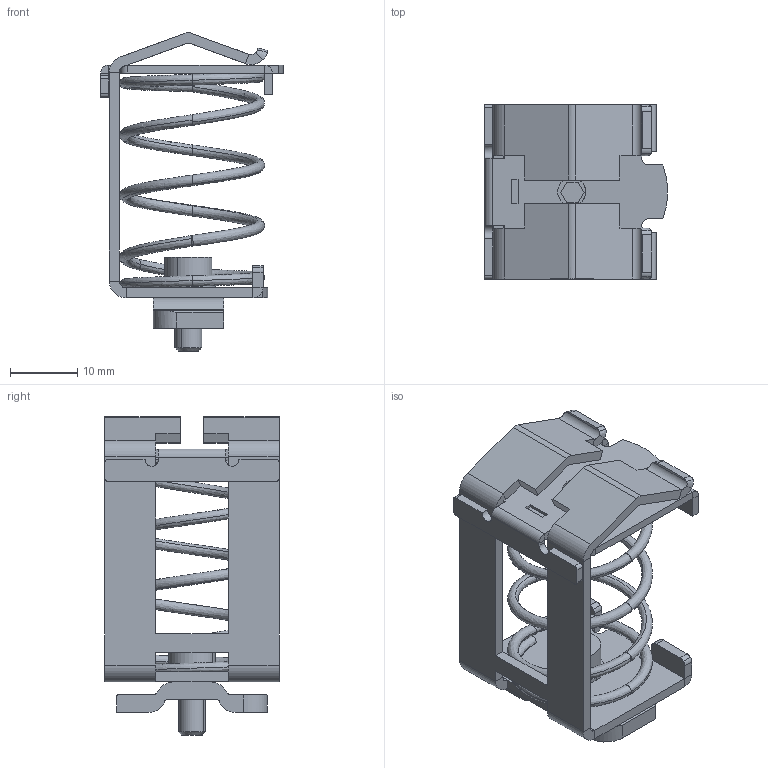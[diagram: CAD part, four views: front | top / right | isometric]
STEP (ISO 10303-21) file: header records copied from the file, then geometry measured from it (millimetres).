
FILE_DESCRIPTION(('CATIA V5 STEP Exchange','CAx-IF Rec.Pracs.--- Model Styling and Organization---1.4--- 2014-01-23'),'2;1');
FILE_NAME ('D1455459_1', '2023-07-18T06:23:02+00:00', ('none'), ('Weidmueller'), 'CATIA Version 5-6 Release 2016 SP3 HF44', 'CATIA V5 STEP AP214', 'none');
FILE_SCHEMA(('AUTOMOTIVE_DESIGN { 1 0 10303 214 1 1 1 1 }'));
Length unit declared in the file: millimetre
Products named in the file (1): 1752701001
Bounding box: 27.27 x 26 x 47.45 mm (x, y, z)
Volume: 4591.5 mm3; surface area: 7682.6 mm2
Topology: 1 solids, 2 shells, 260 faces, 661 edges, 408 vertices
Faces by surface type: plane 147, cylinder 83, bspline 24, cone 6
Entity records: 9518 total; most frequent: CARTESIAN_POINT 3796, ORIENTED_EDGE 1322, DIRECTION 949, EDGE_CURVE 661, VERTEX_POINT 408, VECTOR 387, LINE 387, AXIS2_PLACEMENT_3D 356
